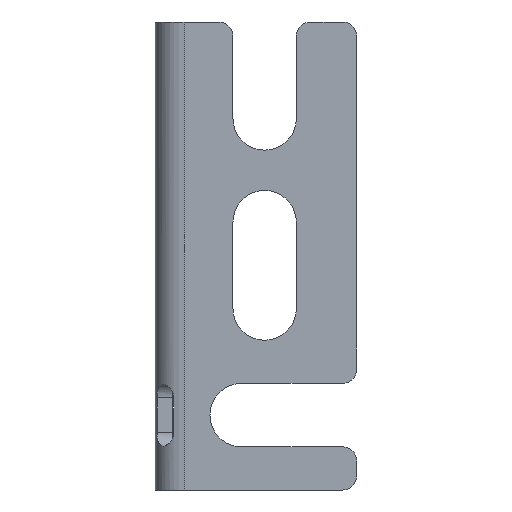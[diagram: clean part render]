
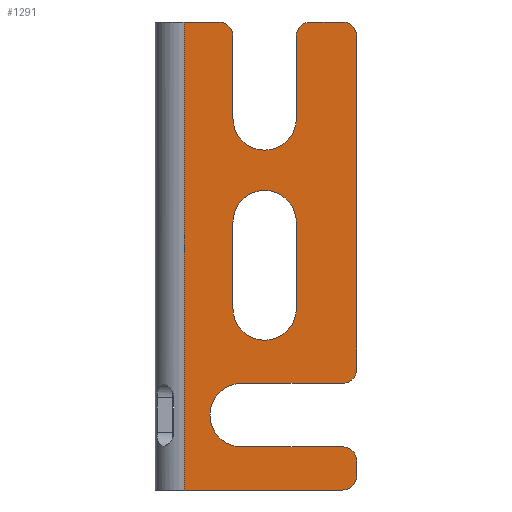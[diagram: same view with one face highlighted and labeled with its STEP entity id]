
A CAD part, front view. The second image highlights one B-rep face of the part: STEP entity #1291.
In plain terms, the highlighted planar face has unit normal (0, -1, 0).
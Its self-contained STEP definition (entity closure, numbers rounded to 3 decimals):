
#59=DIRECTION('',(1.,0.,0.));
#60=VECTOR('',#59,11.);
#61=CARTESIAN_POINT('',(2.,0.,-16.25));
#62=LINE('',#61,#60);
#181=CARTESIAN_POINT('',(7.6,0.,2.35));
#182=DIRECTION('',(0.,1.,0.));
#183=DIRECTION('',(-1.,0.,0.));
#184=AXIS2_PLACEMENT_3D('',#181,#182,#183);
#186=DIRECTION('',(0.,0.,1.));
#187=VECTOR('',#186,6.);
#188=CARTESIAN_POINT('',(5.4,0.,-3.65));
#189=LINE('',#188,#187);
#190=CARTESIAN_POINT('',(7.6,0.,-3.65));
#191=DIRECTION('',(0.,1.,0.));
#192=DIRECTION('',(1.,0.,0.));
#193=AXIS2_PLACEMENT_3D('',#190,#191,#192);
#195=DIRECTION('',(0.,0.,-1.));
#196=VECTOR('',#195,6.);
#197=CARTESIAN_POINT('',(9.8,0.,2.35));
#198=LINE('',#197,#196);
#199=CARTESIAN_POINT('',(13.,0.,-15.25));
#200=DIRECTION('',(0.,-1.,0.));
#201=DIRECTION('',(0.,0.,-1.));
#202=AXIS2_PLACEMENT_3D('',#199,#200,#201);
#204=DIRECTION('',(0.,0.,-1.));
#205=VECTOR('',#204,32.5);
#206=CARTESIAN_POINT('',(2.,0.,16.25));
#207=LINE('',#206,#205);
#208=CARTESIAN_POINT('',(4.4,0.,15.25));
#209=DIRECTION('',(0.,-1.,0.));
#210=DIRECTION('',(1.,0.,0.));
#211=AXIS2_PLACEMENT_3D('',#208,#209,#210);
#213=DIRECTION('',(0.,0.,-1.));
#214=VECTOR('',#213,5.7);
#215=CARTESIAN_POINT('',(5.4,0.,15.25));
#216=LINE('',#215,#214);
#217=CARTESIAN_POINT('',(7.6,0.,9.55));
#218=DIRECTION('',(0.,1.,0.));
#219=DIRECTION('',(1.,0.,0.));
#220=AXIS2_PLACEMENT_3D('',#217,#218,#219);
#222=DIRECTION('',(0.,0.,-1.));
#223=VECTOR('',#222,5.7);
#224=CARTESIAN_POINT('',(9.8,0.,15.25));
#225=LINE('',#224,#223);
#226=CARTESIAN_POINT('',(10.8,0.,15.25));
#227=DIRECTION('',(0.,-1.,0.));
#228=DIRECTION('',(0.,0.,1.));
#229=AXIS2_PLACEMENT_3D('',#226,#227,#228);
#231=CARTESIAN_POINT('',(13.,0.,15.25));
#232=DIRECTION('',(0.,-1.,0.));
#233=DIRECTION('',(1.,0.,0.));
#234=AXIS2_PLACEMENT_3D('',#231,#232,#233);
#236=CARTESIAN_POINT('',(13.,0.,-7.85));
#237=DIRECTION('',(0.,-1.,0.));
#238=DIRECTION('',(0.,0.,-1.));
#239=AXIS2_PLACEMENT_3D('',#236,#237,#238);
#241=DIRECTION('',(-1.,0.,0.));
#242=VECTOR('',#241,7.);
#243=CARTESIAN_POINT('',(13.,0.,-8.85));
#244=LINE('',#243,#242);
#245=CARTESIAN_POINT('',(6.,0.,-11.05));
#246=DIRECTION('',(0.,1.,0.));
#247=DIRECTION('',(0.,0.,-1.));
#248=AXIS2_PLACEMENT_3D('',#245,#246,#247);
#250=DIRECTION('',(-1.,0.,0.));
#251=VECTOR('',#250,7.);
#252=CARTESIAN_POINT('',(13.,0.,-13.25));
#253=LINE('',#252,#251);
#254=CARTESIAN_POINT('',(13.,0.,-14.25));
#255=DIRECTION('',(0.,-1.,0.));
#256=DIRECTION('',(1.,0.,0.));
#257=AXIS2_PLACEMENT_3D('',#254,#255,#256);
#275=DIRECTION('',(0.,0.,1.));
#276=VECTOR('',#275,1.);
#277=CARTESIAN_POINT('',(14.,0.,-15.25));
#278=LINE('',#277,#276);
#287=DIRECTION('',(0.,0.,1.));
#288=VECTOR('',#287,23.1);
#289=CARTESIAN_POINT('',(14.,0.,-7.85));
#290=LINE('',#289,#288);
#315=DIRECTION('',(1.,0.,0.));
#316=VECTOR('',#315,2.2);
#317=CARTESIAN_POINT('',(10.8,0.,16.25));
#318=LINE('',#317,#316);
#344=DIRECTION('',(1.,0.,0.));
#345=VECTOR('',#344,2.4);
#346=CARTESIAN_POINT('',(2.,0.,16.25));
#347=LINE('',#346,#345);
#892=CARTESIAN_POINT('',(9.8,0.,9.55));
#893=CARTESIAN_POINT('',(5.4,0.,9.55));
#894=VERTEX_POINT('',#892);
#895=VERTEX_POINT('',#893);
#896=CARTESIAN_POINT('',(5.4,0.,2.35));
#897=CARTESIAN_POINT('',(9.8,0.,2.35));
#898=VERTEX_POINT('',#896);
#899=VERTEX_POINT('',#897);
#900=CARTESIAN_POINT('',(9.8,0.,-3.65));
#901=VERTEX_POINT('',#900);
#902=CARTESIAN_POINT('',(5.4,0.,-3.65));
#903=VERTEX_POINT('',#902);
#904=CARTESIAN_POINT('',(6.,0.,-13.25));
#905=CARTESIAN_POINT('',(6.,0.,-8.85));
#906=VERTEX_POINT('',#904);
#907=VERTEX_POINT('',#905);
#972=CARTESIAN_POINT('',(13.,0.,-16.25));
#973=CARTESIAN_POINT('',(14.,0.,-15.25));
#974=VERTEX_POINT('',#972);
#975=VERTEX_POINT('',#973);
#980=CARTESIAN_POINT('',(14.,0.,-14.25));
#981=CARTESIAN_POINT('',(13.,0.,-13.25));
#982=VERTEX_POINT('',#980);
#983=VERTEX_POINT('',#981);
#992=CARTESIAN_POINT('',(13.,0.,-8.85));
#993=VERTEX_POINT('',#992);
#994=CARTESIAN_POINT('',(14.,0.,-7.85));
#995=VERTEX_POINT('',#994);
#1000=CARTESIAN_POINT('',(14.,0.,15.25));
#1001=VERTEX_POINT('',#1000);
#1002=CARTESIAN_POINT('',(13.,0.,16.25));
#1003=VERTEX_POINT('',#1002);
#1008=CARTESIAN_POINT('',(5.4,0.,15.25));
#1009=VERTEX_POINT('',#1008);
#1010=CARTESIAN_POINT('',(4.4,0.,16.25));
#1011=VERTEX_POINT('',#1010);
#1012=CARTESIAN_POINT('',(10.8,0.,16.25));
#1013=CARTESIAN_POINT('',(9.8,0.,15.25));
#1014=VERTEX_POINT('',#1012);
#1015=VERTEX_POINT('',#1013);
#1022=CARTESIAN_POINT('',(2.,0.,-16.25));
#1023=VERTEX_POINT('',#1022);
#1026=CARTESIAN_POINT('',(2.,0.,16.25));
#1027=VERTEX_POINT('',#1026);
#1240=CARTESIAN_POINT('',(0.,0.,-16.25));
#1241=DIRECTION('',(0.,-1.,0.));
#1242=DIRECTION('',(1.,0.,0.));
#1243=AXIS2_PLACEMENT_3D('',#1240,#1241,#1242);
#1244=PLANE('',#1243);
#1246=ORIENTED_EDGE('',*,*,#1245,.F.);
#1247=ORIENTED_EDGE('',*,*,#1149,.F.);
#1249=ORIENTED_EDGE('',*,*,#1248,.F.);
#1251=ORIENTED_EDGE('',*,*,#1250,.T.);
#1253=ORIENTED_EDGE('',*,*,#1252,.F.);
#1255=ORIENTED_EDGE('',*,*,#1254,.T.);
#1257=ORIENTED_EDGE('',*,*,#1256,.F.);
#1259=ORIENTED_EDGE('',*,*,#1258,.F.);
#1261=ORIENTED_EDGE('',*,*,#1260,.F.);
#1263=ORIENTED_EDGE('',*,*,#1262,.T.);
#1265=ORIENTED_EDGE('',*,*,#1264,.F.);
#1267=ORIENTED_EDGE('',*,*,#1266,.F.);
#1269=ORIENTED_EDGE('',*,*,#1268,.F.);
#1271=ORIENTED_EDGE('',*,*,#1270,.T.);
#1273=ORIENTED_EDGE('',*,*,#1272,.F.);
#1275=ORIENTED_EDGE('',*,*,#1274,.F.);
#1277=ORIENTED_EDGE('',*,*,#1276,.F.);
#1279=ORIENTED_EDGE('',*,*,#1278,.F.);
#1280=EDGE_LOOP('',(#1246,#1247,#1249,#1251,#1253,#1255,#1257,#1259,#1261,#1263,
#1265,#1267,#1269,#1271,#1273,#1275,#1277,#1279));
#1281=FACE_OUTER_BOUND('',#1280,.F.);
#1282=ORIENTED_EDGE('',*,*,#1230,.F.);
#1284=ORIENTED_EDGE('',*,*,#1283,.F.);
#1286=ORIENTED_EDGE('',*,*,#1285,.F.);
#1288=ORIENTED_EDGE('',*,*,#1287,.F.);
#1289=EDGE_LOOP('',(#1282,#1284,#1286,#1288));
#1290=FACE_BOUND('',#1289,.F.);
#1291=ADVANCED_FACE('',(#1281,#1290),#1244,.T.);
#185=CIRCLE('',#184,2.2);
#194=CIRCLE('',#193,2.2);
#203=CIRCLE('',#202,1.);
#212=CIRCLE('',#211,1.);
#221=CIRCLE('',#220,2.2);
#230=CIRCLE('',#229,1.);
#235=CIRCLE('',#234,1.);
#240=CIRCLE('',#239,1.);
#249=CIRCLE('',#248,2.2);
#258=CIRCLE('',#257,1.);
#1149=EDGE_CURVE('',#1023,#974,#62,.T.);
#1230=EDGE_CURVE('',#898,#899,#185,.T.);
#1245=EDGE_CURVE('',#974,#975,#203,.T.);
#1248=EDGE_CURVE('',#1027,#1023,#207,.T.);
#1250=EDGE_CURVE('',#1027,#1011,#347,.T.);
#1252=EDGE_CURVE('',#1009,#1011,#212,.T.);
#1254=EDGE_CURVE('',#1009,#895,#216,.T.);
#1256=EDGE_CURVE('',#894,#895,#221,.T.);
#1258=EDGE_CURVE('',#1015,#894,#225,.T.);
#1260=EDGE_CURVE('',#1014,#1015,#230,.T.);
#1262=EDGE_CURVE('',#1014,#1003,#318,.T.);
#1264=EDGE_CURVE('',#1001,#1003,#235,.T.);
#1266=EDGE_CURVE('',#995,#1001,#290,.T.);
#1268=EDGE_CURVE('',#993,#995,#240,.T.);
#1270=EDGE_CURVE('',#993,#907,#244,.T.);
#1272=EDGE_CURVE('',#906,#907,#249,.T.);
#1274=EDGE_CURVE('',#983,#906,#253,.T.);
#1276=EDGE_CURVE('',#982,#983,#258,.T.);
#1278=EDGE_CURVE('',#975,#982,#278,.T.);
#1283=EDGE_CURVE('',#903,#898,#189,.T.);
#1285=EDGE_CURVE('',#901,#903,#194,.T.);
#1287=EDGE_CURVE('',#899,#901,#198,.T.);
